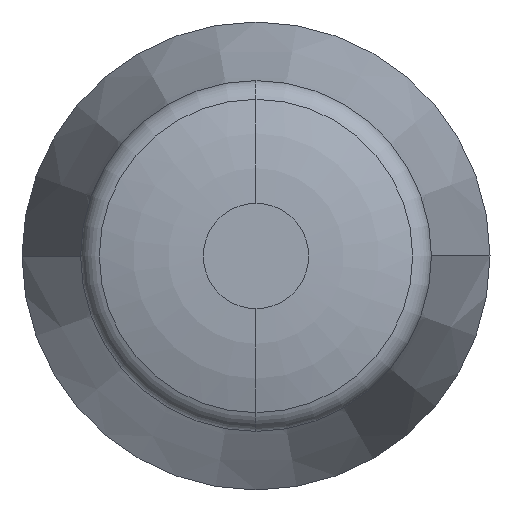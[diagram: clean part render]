
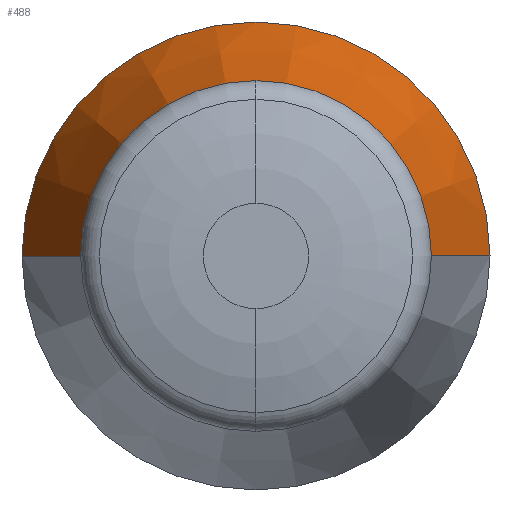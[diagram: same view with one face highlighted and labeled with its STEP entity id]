
A CAD part, front view. The second image highlights one B-rep face of the part: STEP entity #488.
In plain terms, the highlighted conical face has half-angle 15 degrees and reference radius 2.095 mm.
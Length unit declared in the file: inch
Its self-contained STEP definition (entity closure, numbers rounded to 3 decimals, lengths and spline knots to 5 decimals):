
#33 = VERTEX_POINT ( 'NONE', #230 ) ;
#51 = CARTESIAN_POINT ( 'NONE',  ( 0., 1.34139, 0. ) ) ;
#52 = CARTESIAN_POINT ( 'NONE',  ( -0.125, 1.5, 0. ) ) ;
#80 = DIRECTION ( 'NONE',  ( 0., 1., 0. ) ) ;
#86 = CARTESIAN_POINT ( 'NONE',  ( 0.0825, 1.34139, 0. ) ) ;
#103 = AXIS2_PLACEMENT_3D ( 'NONE', #224, #509, #268 ) ;
#132 = LINE ( 'NONE', #86, #341 ) ;
#133 = ORIENTED_EDGE ( 'NONE', *, *, #292, .F. ) ;
#138 = EDGE_CURVE ( 'NONE', #33, #507, #546, .T. ) ;
#175 = EDGE_LOOP ( 'NONE', ( #511, #399, #183, #133 ) ) ;
#176 = DIRECTION ( 'NONE',  ( -1., 0., 0. ) ) ;
#183 = ORIENTED_EDGE ( 'NONE', *, *, #184, .F. ) ;
#184 = EDGE_CURVE ( 'NONE', #234, #258, #581, .T. ) ;
#219 = AXIS2_PLACEMENT_3D ( 'NONE', #530, #260, #304 ) ;
#224 = CARTESIAN_POINT ( 'NONE',  ( 0., 1.5, 0. ) ) ;
#230 = CARTESIAN_POINT ( 'NONE',  ( -0.0825, 1.34139, 0. ) ) ;
#234 = VERTEX_POINT ( 'NONE', #52 ) ;
#258 = VERTEX_POINT ( 'NONE', #458 ) ;
#260 = DIRECTION ( 'NONE',  ( 0., 1., 0. ) ) ;
#268 = DIRECTION ( 'NONE',  ( -1., 0., 0. ) ) ;
#292 = EDGE_CURVE ( 'NONE', #33, #234, #406, .T. ) ;
#304 = DIRECTION ( 'NONE',  ( -1., 0., 0. ) ) ;
#341 = VECTOR ( 'NONE', #401, 39.37008 ) ;
#353 = CONICAL_SURFACE ( 'NONE', #503, 0.0825, 0.262 ) ;
#397 = CARTESIAN_POINT ( 'NONE',  ( 0.0825, 1.34139, 0. ) ) ;
#398 = VECTOR ( 'NONE', #557, 39.37008 ) ;
#399 = ORIENTED_EDGE ( 'NONE', *, *, #540, .T. ) ;
#401 = DIRECTION ( 'NONE',  ( 0.259, 0.966, 0. ) ) ;
#406 = LINE ( 'NONE', #506, #398 ) ;
#458 = CARTESIAN_POINT ( 'NONE',  ( 0.125, 1.5, 0. ) ) ;
#488 = ADVANCED_FACE ( 'NONE', ( #489 ), #353, .T. ) ;
#489 = FACE_OUTER_BOUND ( 'NONE', #175, .T. ) ;
#503 = AXIS2_PLACEMENT_3D ( 'NONE', #51, #80, #176 ) ;
#506 = CARTESIAN_POINT ( 'NONE',  ( -0.0825, 1.34139, 0. ) ) ;
#507 = VERTEX_POINT ( 'NONE', #397 ) ;
#509 = DIRECTION ( 'NONE',  ( 0., 1., 0. ) ) ;
#511 = ORIENTED_EDGE ( 'NONE', *, *, #138, .T. ) ;
#530 = CARTESIAN_POINT ( 'NONE',  ( 0., 1.34139, 0. ) ) ;
#540 = EDGE_CURVE ( 'NONE', #507, #258, #132, .T. ) ;
#546 = CIRCLE ( 'NONE', #219, 0.0825 ) ;
#557 = DIRECTION ( 'NONE',  ( -0.259, 0.966, 0. ) ) ;
#581 = CIRCLE ( 'NONE', #103, 0.125 ) ;
